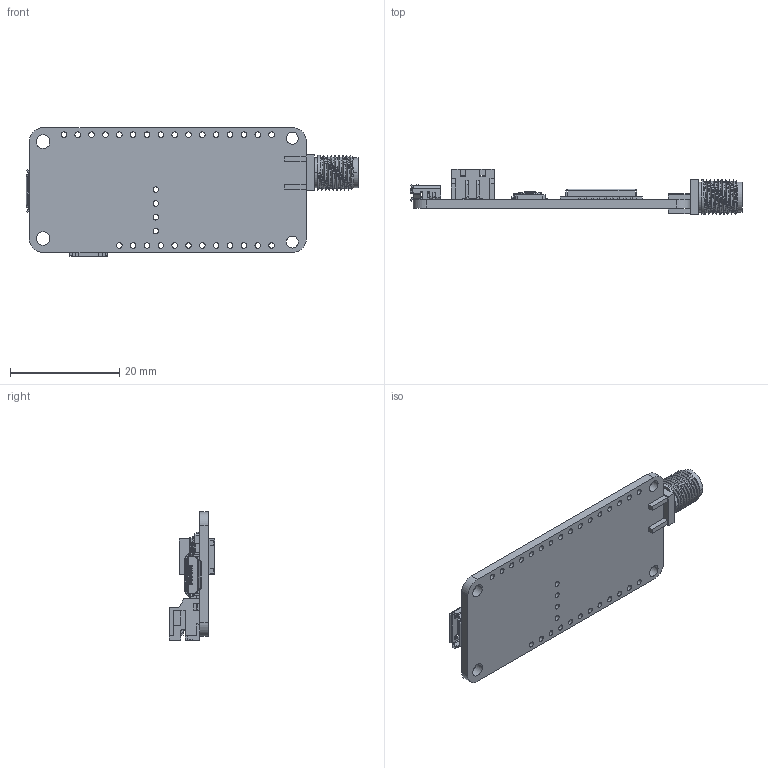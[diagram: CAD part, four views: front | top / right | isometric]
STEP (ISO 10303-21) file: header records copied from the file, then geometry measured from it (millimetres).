
FILE_DESCRIPTION((''),'2;1');
FILE_NAME('PWB-BASTWAN_ASM','2020-12-15T',('lina'),(''),'PRO/ENGINEER BY PARAMETRIC TECHNOLOGY CORPORATION, 2010280','PRO/ENGINEER BY PARAMETRIC TECHNOLOGY CORPORATION, 2010280','');
FILE_SCHEMA(('AUTOMOTIVE_DESIGN { 1 2 10303 214 0 1 1 1 }'));
Length unit declared in the file: millimetre
Products named in the file (10): PWB-BASTWAN; 1408C004; SMA-KE; PWB-RAK4260; RAKU70580011; PWB-RAK4260_ASM; 1610B002; 1410C00U; 1502C007; PWB-BASTWAN_ASM
Assembly tree (10 placements, depth 3):
  PWB-BASTWAN_ASM
    PWB-BASTWAN
    1408C004
    SMA-KE
    PWB-RAK4260_ASM
      PWB-RAK4260
      RAKU70580011
    1610B002
    1410C00U
    1502C007  x2
Bounding box: 60.9 x 8.4 x 23.56 mm (x, y, z)
Volume: 2443.2 mm3; surface area: 4842.8 mm2
Topology: 9 solids, 9 shells, 961 faces, 3301 edges, 2907 vertices
Faces by surface type: plane 662, cylinder 256, bspline 25, cone 10, extrusion 6, torus 2
Entity records: 47419 total; most frequent: CARTESIAN_POINT 10426, DIRECTION 5695, ORIENTED_EDGE 5194, PRESENTATION_STYLE_ASSIGNMENT 2823, STYLED_ITEM 2810, EDGE_CURVE 2597, CURVE_STYLE 2594, VECTOR 2509
